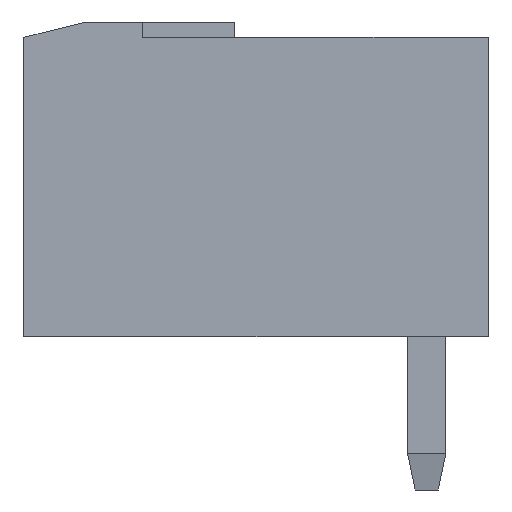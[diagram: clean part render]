
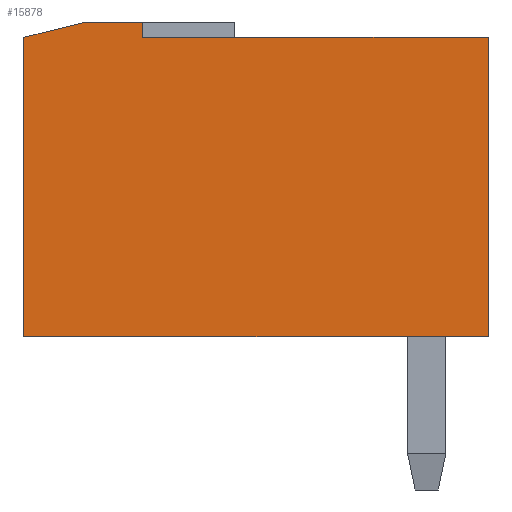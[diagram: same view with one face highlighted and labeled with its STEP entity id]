
A CAD part, left-side view. The second image highlights one B-rep face of the part: STEP entity #15878.
In plain terms, the highlighted planar face has unit normal (-1, 0, 0).
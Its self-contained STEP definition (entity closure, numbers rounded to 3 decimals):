
#981 = DIRECTION ( 'NONE',  ( 0., 1., 0. ) ) ;
#1659 = EDGE_CURVE ( 'NONE', #4054, #28049, #27181, .T. ) ;
#1691 = CARTESIAN_POINT ( 'NONE',  ( -4.3, 9., 8.2 ) ) ;
#4054 = VERTEX_POINT ( 'NONE', #17935 ) ;
#5218 = CARTESIAN_POINT ( 'NONE',  ( -4.3, 9., 7.8 ) ) ;
#5705 = DIRECTION ( 'NONE',  ( -1., 0., 0. ) ) ;
#7081 = CARTESIAN_POINT ( 'NONE',  ( -4.3, 0., 0. ) ) ;
#7898 = PLANE ( 'NONE',  #27996 ) ;
#7915 = VECTOR ( 'NONE', #15900, 1000. ) ;
#8826 = CARTESIAN_POINT ( 'NONE',  ( -4.3, 0., 0. ) ) ;
#8867 = CARTESIAN_POINT ( 'NONE',  ( -4.3, 12.1, 7.8 ) ) ;
#9641 = EDGE_LOOP ( 'NONE', ( #24780, #13916, #13931, #10334, #27481, #12061, #14695 ) ) ;
#9773 = VECTOR ( 'NONE', #29422, 1000. ) ;
#10334 = ORIENTED_EDGE ( 'NONE', *, *, #13172, .T. ) ;
#10543 = CARTESIAN_POINT ( 'NONE',  ( -4.3, 12.1, 0. ) ) ;
#10842 = VERTEX_POINT ( 'NONE', #7081 ) ;
#12061 = ORIENTED_EDGE ( 'NONE', *, *, #14479, .T. ) ;
#12092 = VERTEX_POINT ( 'NONE', #15325 ) ;
#13092 = LINE ( 'NONE', #1691, #29679 ) ;
#13172 = EDGE_CURVE ( 'NONE', #23521, #12092, #26207, .T. ) ;
#13396 = CARTESIAN_POINT ( 'NONE',  ( -4.3, 9., 7.8 ) ) ;
#13916 = ORIENTED_EDGE ( 'NONE', *, *, #29847, .T. ) ;
#13931 = ORIENTED_EDGE ( 'NONE', *, *, #19221, .T. ) ;
#14479 = EDGE_CURVE ( 'NONE', #18743, #28049, #19309, .T. ) ;
#14695 = ORIENTED_EDGE ( 'NONE', *, *, #1659, .F. ) ;
#15139 = DIRECTION ( 'NONE',  ( 0., 0., 1. ) ) ;
#15325 = CARTESIAN_POINT ( 'NONE',  ( -4.3, 9., 8.2 ) ) ;
#15878 = ADVANCED_FACE ( 'NONE', ( #29603 ), #7898, .T. ) ;
#15900 = DIRECTION ( 'NONE',  ( 0., 0., 1. ) ) ;
#16475 = VECTOR ( 'NONE', #24704, 1000. ) ;
#17441 = CARTESIAN_POINT ( 'NONE',  ( -4.3, -8.907, 7.8 ) ) ;
#17682 = VECTOR ( 'NONE', #981, 1000. ) ;
#17935 = CARTESIAN_POINT ( 'NONE',  ( -4.3, 12.1, 0. ) ) ;
#18182 = EDGE_CURVE ( 'NONE', #10842, #4054, #22707, .T. ) ;
#18743 = VERTEX_POINT ( 'NONE', #24294 ) ;
#19221 = EDGE_CURVE ( 'NONE', #22352, #23521, #27239, .T. ) ;
#19309 = LINE ( 'NONE', #24128, #24648 ) ;
#20133 = CARTESIAN_POINT ( 'NONE',  ( -4.3, -8.907, 0. ) ) ;
#21182 = VECTOR ( 'NONE', #23410, 1000. ) ;
#22352 = VERTEX_POINT ( 'NONE', #23361 ) ;
#22707 = LINE ( 'NONE', #27221, #17682 ) ;
#23361 = CARTESIAN_POINT ( 'NONE',  ( -4.3, 0., 7.8 ) ) ;
#23410 = DIRECTION ( 'NONE',  ( 0., 0., 1. ) ) ;
#23521 = VERTEX_POINT ( 'NONE', #13396 ) ;
#24128 = CARTESIAN_POINT ( 'NONE',  ( -4.3, 10.5, 8.2 ) ) ;
#24294 = CARTESIAN_POINT ( 'NONE',  ( -4.3, 10.5, 8.2 ) ) ;
#24648 = VECTOR ( 'NONE', #28484, 1000. ) ;
#24704 = DIRECTION ( 'NONE',  ( 0., 0., 1. ) ) ;
#24780 = ORIENTED_EDGE ( 'NONE', *, *, #18182, .F. ) ;
#25612 = LINE ( 'NONE', #8826, #7915 ) ;
#26207 = LINE ( 'NONE', #5218, #21182 ) ;
#27181 = LINE ( 'NONE', #10543, #16475 ) ;
#27221 = CARTESIAN_POINT ( 'NONE',  ( -4.3, -8.907, 0. ) ) ;
#27239 = LINE ( 'NONE', #17441, #9773 ) ;
#27481 = ORIENTED_EDGE ( 'NONE', *, *, #29425, .T. ) ;
#27890 = DIRECTION ( 'NONE',  ( 0., 1., 0. ) ) ;
#27996 = AXIS2_PLACEMENT_3D ( 'NONE', #20133, #5705, #15139 ) ;
#28049 = VERTEX_POINT ( 'NONE', #8867 ) ;
#28484 = DIRECTION ( 'NONE',  ( 0., 0.97, -0.243 ) ) ;
#29422 = DIRECTION ( 'NONE',  ( 0., 1., 0. ) ) ;
#29425 = EDGE_CURVE ( 'NONE', #12092, #18743, #13092, .T. ) ;
#29603 = FACE_OUTER_BOUND ( 'NONE', #9641, .T. ) ;
#29679 = VECTOR ( 'NONE', #27890, 1000. ) ;
#29847 = EDGE_CURVE ( 'NONE', #10842, #22352, #25612, .T. ) ;
